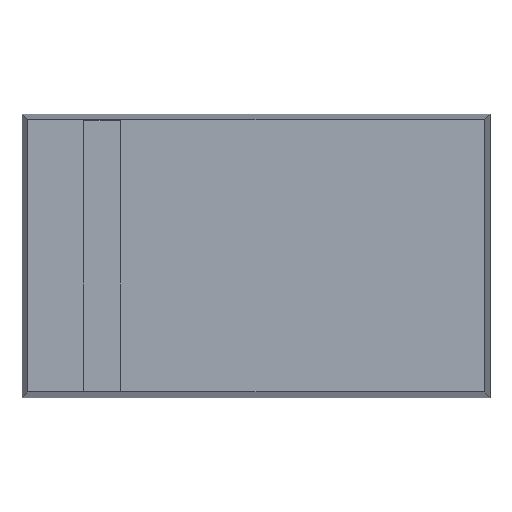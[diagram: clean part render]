
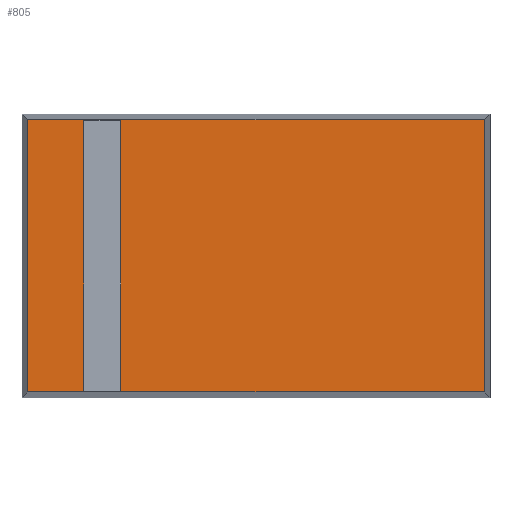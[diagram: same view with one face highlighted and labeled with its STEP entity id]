
A CAD part, top view. The second image highlights one B-rep face of the part: STEP entity #805.
In plain terms, the highlighted planar face has unit normal (0, 0, 1).
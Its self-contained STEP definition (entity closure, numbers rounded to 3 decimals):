
#25=FACE_BOUND($,#87,.T.);
#33=FACE_OUTER_BOUND($,#86,.T.);
#86=EDGE_LOOP($,(#557,#558,#559,#560));
#87=EDGE_LOOP($,(#561,#562,#563,#564));
#133=LINE($,#1141,#241);
#137=LINE($,#1150,#245);
#141=LINE($,#1159,#249);
#145=LINE($,#1168,#253);
#149=LINE($,#1175,#257);
#152=LINE($,#1179,#260);
#153=LINE($,#1182,#261);
#154=LINE($,#1183,#262);
#241=VECTOR($,#925,7.42);
#245=VECTOR($,#931,0.6);
#249=VECTOR($,#937,0.6);
#253=VECTOR($,#943,7.42);
#257=VECTOR($,#949,4.4);
#260=VECTOR($,#954,4.4);
#261=VECTOR($,#959,4.42);
#262=VECTOR($,#960,4.42);
#349=VERTEX_POINT($,#1139);
#350=VERTEX_POINT($,#1140);
#353=VERTEX_POINT($,#1148);
#354=VERTEX_POINT($,#1149);
#357=VERTEX_POINT($,#1157);
#358=VERTEX_POINT($,#1158);
#361=VERTEX_POINT($,#1166);
#362=VERTEX_POINT($,#1167);
#421=EDGE_CURVE($,#349,#350,#133,.F.);
#425=EDGE_CURVE($,#353,#354,#137,.T.);
#429=EDGE_CURVE($,#357,#358,#141,.T.);
#433=EDGE_CURVE($,#361,#362,#145,.F.);
#437=EDGE_CURVE($,#357,#353,#149,.T.);
#440=EDGE_CURVE($,#354,#358,#152,.T.);
#441=EDGE_CURVE($,#362,#349,#153,.F.);
#442=EDGE_CURVE($,#350,#361,#154,.F.);
#557=ORIENTED_EDGE($,*,*,#421,.F.);
#558=ORIENTED_EDGE($,*,*,#441,.F.);
#559=ORIENTED_EDGE($,*,*,#433,.F.);
#560=ORIENTED_EDGE($,*,*,#442,.F.);
#561=ORIENTED_EDGE($,*,*,#440,.T.);
#562=ORIENTED_EDGE($,*,*,#429,.F.);
#563=ORIENTED_EDGE($,*,*,#437,.T.);
#564=ORIENTED_EDGE($,*,*,#425,.T.);
#752=PLANE($,#875);
#805=ADVANCED_FACE($,(#33,#25),#752,.T.);
#875=AXIS2_PLACEMENT_3D($,#1181,#957,#958);
#925=DIRECTION($,(1.,0.,0.));
#931=DIRECTION($,(-1.,0.,0.));
#937=DIRECTION($,(-1.,0.,0.));
#943=DIRECTION($,(-1.,0.,0.));
#949=DIRECTION($,(0.,-1.,0.));
#954=DIRECTION($,(0.,1.,0.));
#957=DIRECTION('center_axis',(0.,0.,
1.));
#958=DIRECTION('ref_axis',(1.,0.,0.));
#959=DIRECTION($,(0.,1.,0.));
#960=DIRECTION($,(0.,-1.,0.));
#1139=CARTESIAN_POINT('',(3.71,-2.21,1.9));
#1140=CARTESIAN_POINT('',(-3.71,-2.21,1.9));
#1141=CARTESIAN_POINT($,(0.95,-2.21,1.9));
#1148=CARTESIAN_POINT('',(-2.2,-2.2,1.9));
#1149=CARTESIAN_POINT('',(-2.8,-2.2,1.9));
#1150=CARTESIAN_POINT($,(-1.4,-2.2,1.9));
#1157=CARTESIAN_POINT('',(-2.2,2.2,1.9));
#1158=CARTESIAN_POINT('',(-2.8,2.2,1.9));
#1159=CARTESIAN_POINT($,(-1.1,2.2,1.9));
#1166=CARTESIAN_POINT('',(-3.71,2.21,1.9));
#1167=CARTESIAN_POINT('',(3.71,2.21,1.9));
#1168=CARTESIAN_POINT($,(-0.95,2.21,1.9));
#1175=CARTESIAN_POINT($,(-2.2,-1.1,1.9));
#1179=CARTESIAN_POINT($,(-2.8,1.1,1.9));
#1181=CARTESIAN_POINT('Origin',(0.,0.,
1.9));
#1182=CARTESIAN_POINT($,(3.71,0.575,1.9));
#1183=CARTESIAN_POINT($,(-3.71,-0.575,1.9));
